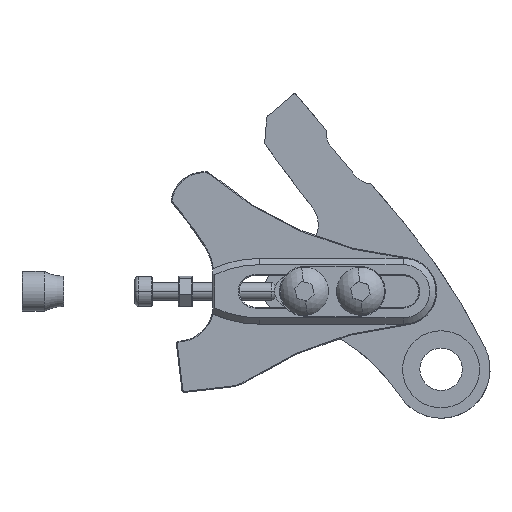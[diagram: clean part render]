
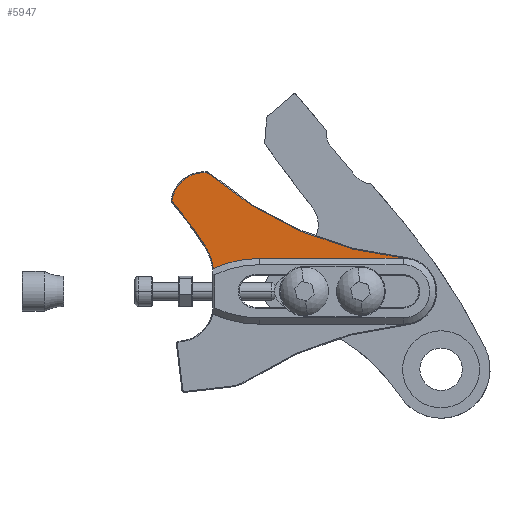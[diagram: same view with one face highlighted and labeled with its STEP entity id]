
A CAD part, top view. The second image highlights one B-rep face of the part: STEP entity #5947.
In plain terms, the highlighted planar face has unit normal (0, 0, 1).
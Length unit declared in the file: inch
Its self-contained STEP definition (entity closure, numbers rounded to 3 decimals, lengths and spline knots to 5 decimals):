
#102 = ORIENTED_EDGE ( 'NONE', *, *, #4372, .T. ) ;
#161 = ORIENTED_EDGE ( 'NONE', *, *, #7057, .T. ) ;
#237 = AXIS2_PLACEMENT_3D ( 'NONE', #1388, #6209, #2098 ) ;
#258 = DIRECTION ( 'NONE',  ( 1., 0., 0. ) ) ;
#274 = DIRECTION ( 'NONE',  ( -0.943, 0.334, 0. ) ) ;
#670 = DIRECTION ( 'NONE',  ( 1., 0., 0. ) ) ;
#745 = VERTEX_POINT ( 'NONE', #5303 ) ;
#950 = CARTESIAN_POINT ( 'NONE',  ( -1.64116, 1.97412, 0.09843 ) ) ;
#1176 = VECTOR ( 'NONE', #274, 39.37008 ) ;
#1388 = CARTESIAN_POINT ( 'NONE',  ( -2.09288, 1.82348, 0.09843 ) ) ;
#1492 = VERTEX_POINT ( 'NONE', #8096 ) ;
#1500 = EDGE_CURVE ( 'NONE', #7337, #4208, #6980, .T. ) ;
#1547 = VERTEX_POINT ( 'NONE', #2676 ) ;
#1565 = EDGE_CURVE ( 'NONE', #1492, #3041, #6319, .T. ) ;
#1663 = DIRECTION ( 'NONE',  ( 1., 0., 0. ) ) ;
#1842 = AXIS2_PLACEMENT_3D ( 'NONE', #6523, #2404, #7214 ) ;
#1969 = CARTESIAN_POINT ( 'NONE',  ( -2.52255, 1.08199, 0.09843 ) ) ;
#1970 = CARTESIAN_POINT ( 'NONE',  ( -2.52255, 1.08199, 0.09843 ) ) ;
#2010 = CARTESIAN_POINT ( 'NONE',  ( 0.12344, 0.3488, 0.09843 ) ) ;
#2083 = EDGE_LOOP ( 'NONE', ( #7562, #4320, #7636, #3985, #6264, #3420, #2621, #8871, #161, #102, #4163 ) ) ;
#2098 = DIRECTION ( 'NONE',  ( 1., 0., 0. ) ) ;
#2302 = DIRECTION ( 'NONE',  ( 0., 0., 1. ) ) ;
#2303 = EDGE_CURVE ( 'NONE', #6849, #6804, #7593, .T. ) ;
#2329 = AXIS2_PLACEMENT_3D ( 'NONE', #7811, #3694, #8493 ) ;
#2404 = DIRECTION ( 'NONE',  ( 0., 0., 1. ) ) ;
#2621 = ORIENTED_EDGE ( 'NONE', *, *, #1565, .T. ) ;
#2650 = DIRECTION ( 'NONE',  ( 1., 0., 0. ) ) ;
#2651 = DIRECTION ( 'NONE',  ( 1., 0., 0. ) ) ;
#2676 = CARTESIAN_POINT ( 'NONE',  ( -2.11055, 1.83284, 0.09843 ) ) ;
#2779 = CARTESIAN_POINT ( 'NONE',  ( -1.78803, 1.66194, 0.09843 ) ) ;
#2942 = AXIS2_PLACEMENT_3D ( 'NONE', #3636, #2302, #7112 ) ;
#2987 = AXIS2_PLACEMENT_3D ( 'NONE', #1970, #6772, #2651 ) ;
#3041 = VERTEX_POINT ( 'NONE', #7896 ) ;
#3104 = VERTEX_POINT ( 'NONE', #6631 ) ;
#3290 = EDGE_CURVE ( 'NONE', #1492, #7293, #7027, .T. ) ;
#3420 = ORIENTED_EDGE ( 'NONE', *, *, #3290, .F. ) ;
#3502 = CIRCLE ( 'NONE', #5602, 0.365 ) ;
#3602 = DIRECTION ( 'NONE',  ( 0., 0., 1. ) ) ;
#3636 = CARTESIAN_POINT ( 'NONE',  ( 0., 0., 0.09843 ) ) ;
#3694 = DIRECTION ( 'NONE',  ( 0., 0., -1. ) ) ;
#3985 = ORIENTED_EDGE ( 'NONE', *, *, #8677, .F. ) ;
#4131 = EDGE_CURVE ( 'NONE', #3104, #6849, #5599, .T. ) ;
#4163 = ORIENTED_EDGE ( 'NONE', *, *, #4131, .T. ) ;
#4208 = VERTEX_POINT ( 'NONE', #5217 ) ;
#4313 = PLANE ( 'NONE',  #2942 ) ;
#4320 = ORIENTED_EDGE ( 'NONE', *, *, #5118, .T. ) ;
#4372 = EDGE_CURVE ( 'NONE', #1547, #3104, #8914, .T. ) ;
#4379 = DIRECTION ( 'NONE',  ( 0., 0., -1. ) ) ;
#4395 = CARTESIAN_POINT ( 'NONE',  ( 0.12344, 0.3488, 0.09843 ) ) ;
#4434 = DIRECTION ( 'NONE',  ( 1., 0., 0. ) ) ;
#4662 = FACE_OUTER_BOUND ( 'NONE', #2083, .T. ) ;
#4789 = DIRECTION ( 'NONE',  ( 0., 0., 1. ) ) ;
#4828 = LINE ( 'NONE', #4395, #1176 ) ;
#5045 = VERTEX_POINT ( 'NONE', #6684 ) ;
#5118 = EDGE_CURVE ( 'NONE', #6804, #7337, #7913, .T. ) ;
#5217 = CARTESIAN_POINT ( 'NONE',  ( -1.92587, 0.95522, 0.09843 ) ) ;
#5303 = CARTESIAN_POINT ( 'NONE',  ( -1.63265, 1.99222, 0.09843 ) ) ;
#5326 = AXIS2_PLACEMENT_3D ( 'NONE', #7714, #3602, #8398 ) ;
#5517 = CARTESIAN_POINT ( 'NONE',  ( -1.91255, 1.08199, 0.09843 ) ) ;
#5599 = CIRCLE ( 'NONE', #1842, 0.02 ) ;
#5602 = AXIS2_PLACEMENT_3D ( 'NONE', #2779, #8553, #4434 ) ;
#5778 = DIRECTION ( 'NONE',  ( 0., 0., 1. ) ) ;
#5947 = ADVANCED_FACE ( 'NONE', ( #4662 ), #4313, .T. ) ;
#5949 = CARTESIAN_POINT ( 'NONE',  ( -1.92958, 1.2251, 0.09843 ) ) ;
#5969 = AXIS2_PLACEMENT_3D ( 'NONE', #8503, #4379, #258 ) ;
#6209 = DIRECTION ( 'NONE',  ( 0., 0., 1. ) ) ;
#6264 = ORIENTED_EDGE ( 'NONE', *, *, #8337, .F. ) ;
#6319 = CIRCLE ( 'NONE', #2329, 4.01 ) ;
#6523 = CARTESIAN_POINT ( 'NONE',  ( -2.09288, 1.82348, 0.09843 ) ) ;
#6631 = CARTESIAN_POINT ( 'NONE',  ( -2.11288, 1.82348, 0.09843 ) ) ;
#6684 = CARTESIAN_POINT ( 'NONE',  ( -1.39692, 0.88683, 0.09843 ) ) ;
#6769 = DIRECTION ( 'NONE',  ( 0., 0., -1. ) ) ;
#6772 = DIRECTION ( 'NONE',  ( 0., 0., -1. ) ) ;
#6804 = VERTEX_POINT ( 'NONE', #5949 ) ;
#6849 = VERTEX_POINT ( 'NONE', #8718 ) ;
#6908 = CIRCLE ( 'NONE', #7508, 0.02 ) ;
#6980 = CIRCLE ( 'NONE', #8456, 0.61 ) ;
#7027 = CIRCLE ( 'NONE', #7743, 0.37 ) ;
#7057 = EDGE_CURVE ( 'NONE', #745, #1547, #3502, .T. ) ;
#7112 = DIRECTION ( 'NONE',  ( 1., 0., 0. ) ) ;
#7214 = DIRECTION ( 'NONE',  ( 1., 0., 0. ) ) ;
#7293 = VERTEX_POINT ( 'NONE', #2010 ) ;
#7337 = VERTEX_POINT ( 'NONE', #5517 ) ;
#7508 = AXIS2_PLACEMENT_3D ( 'NONE', #950, #5778, #1663 ) ;
#7527 = CIRCLE ( 'NONE', #5326, 1.27 ) ;
#7562 = ORIENTED_EDGE ( 'NONE', *, *, #2303, .T. ) ;
#7593 = CIRCLE ( 'NONE', #5969, 5.01 ) ;
#7636 = ORIENTED_EDGE ( 'NONE', *, *, #1500, .T. ) ;
#7714 = CARTESIAN_POINT ( 'NONE',  ( -1.82061, -0.31041, 0.09843 ) ) ;
#7743 = AXIS2_PLACEMENT_3D ( 'NONE', #8919, #4789, #670 ) ;
#7811 = CARTESIAN_POINT ( 'NONE',  ( 1.86338, 3.96386, 0.09843 ) ) ;
#7896 = CARTESIAN_POINT ( 'NONE',  ( -1.62377, 1.98399, 0.09843 ) ) ;
#7913 = CIRCLE ( 'NONE', #2987, 0.61 ) ;
#8096 = CARTESIAN_POINT ( 'NONE',  ( 0.15741, 0.33485, 0.09843 ) ) ;
#8304 = EDGE_CURVE ( 'NONE', #3041, #745, #6908, .T. ) ;
#8337 = EDGE_CURVE ( 'NONE', #7293, #5045, #4828, .T. ) ;
#8398 = DIRECTION ( 'NONE',  ( 1., 0., 0. ) ) ;
#8456 = AXIS2_PLACEMENT_3D ( 'NONE', #1969, #6769, #2650 ) ;
#8493 = DIRECTION ( 'NONE',  ( 1., 0., 0. ) ) ;
#8503 = CARTESIAN_POINT ( 'NONE',  ( -6.79974, 0.04969, 0.09843 ) ) ;
#8553 = DIRECTION ( 'NONE',  ( 0., 0., 1. ) ) ;
#8677 = EDGE_CURVE ( 'NONE', #5045, #4208, #7527, .T. ) ;
#8718 = CARTESIAN_POINT ( 'NONE',  ( -2.11159, 1.81642, 0.09843 ) ) ;
#8871 = ORIENTED_EDGE ( 'NONE', *, *, #8304, .T. ) ;
#8914 = CIRCLE ( 'NONE', #237, 0.02 ) ;
#8919 = CARTESIAN_POINT ( 'NONE',  ( 0., 0., 0.09843 ) ) ;
